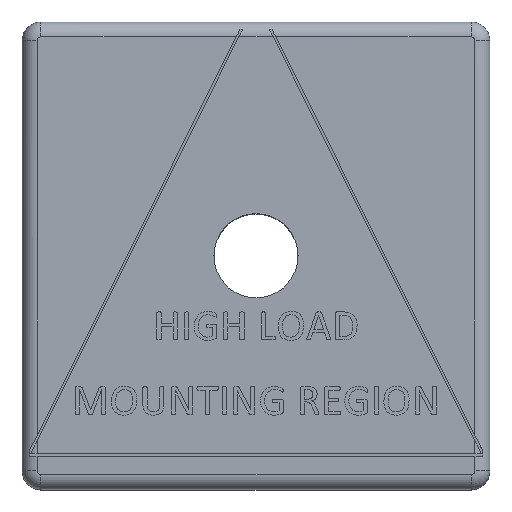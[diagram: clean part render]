
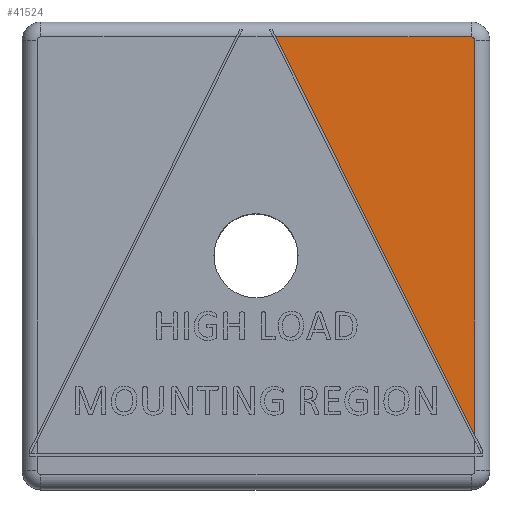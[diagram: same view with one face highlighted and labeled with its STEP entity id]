
A CAD part, top view. The second image highlights one B-rep face of the part: STEP entity #41524.
In plain terms, the highlighted planar face has unit normal (0, 0, 1).
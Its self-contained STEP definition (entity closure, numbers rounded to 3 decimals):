
#301 = ORIENTED_EDGE ( 'NONE', *, *, #11171, .F. ) ;
#1518 = LINE ( 'NONE', #51737, #2779 ) ;
#1797 = DIRECTION ( 'NONE',  ( 1., 0., 0. ) ) ;
#2735 = CARTESIAN_POINT ( 'NONE',  ( 13.426, 20.936, 7.977 ) ) ;
#2779 = VECTOR ( 'NONE', #46383, 1000. ) ;
#3263 = CARTESIAN_POINT ( 'NONE',  ( 13.252, 21.136, 7.977 ) ) ;
#4266 = CARTESIAN_POINT ( 'NONE',  ( 13.363, 21.082, 7.977 ) ) ;
#7278 = CARTESIAN_POINT ( 'NONE',  ( 13.359, 21.085, 7.977 ) ) ;
#8236 = VERTEX_POINT ( 'NONE', #38532 ) ;
#8584 = DIRECTION ( 'NONE',  ( 0.447, -0.894, 0. ) ) ;
#8815 = CARTESIAN_POINT ( 'NONE',  ( 13.426, 20.962, 7.977 ) ) ;
#8836 = CARTESIAN_POINT ( 'NONE',  ( 2.782, 21.136, 7.977 ) ) ;
#9039 = EDGE_LOOP ( 'NONE', ( #38640, #301, #20036, #28751 ) ) ;
#10743 = VECTOR ( 'NONE', #1797, 1000. ) ;
#11053 = CARTESIAN_POINT ( 'NONE',  ( 13.226, 21.136, 7.977 ) ) ;
#11171 = EDGE_CURVE ( 'NONE', #47929, #8236, #1518, .T. ) ;
#11579 = CARTESIAN_POINT ( 'NONE',  ( 13.391, 21.05, 7.977 ) ) ;
#12783 = VERTEX_POINT ( 'NONE', #17193 ) ;
#13116 = DIRECTION ( 'NONE',  ( 1., 0., 0. ) ) ;
#15178 = B_SPLINE_CURVE_WITH_KNOTS ( 'NONE', 3,
 ( #11053, #3263, #45361, #48379, #23415, #19655, #16880, #7278, #4266, #47855, #45628, #33007, #20653, #23688, #20919, #33274, #11579, #25204, #37290, #49652, #51890, #36043, #8815, #2735 ),
 .UNSPECIFIED., .F., .F.,
 ( 4, 2, 2, 1, 1, 2, 2, 2, 2, 2, 2, 2, 4 ),
 ( 0., 0.25, 0.375, 0.438, 0.469, 0.484, 0.5, 0.563, 0.594, 0.625, 0.688, 0.75, 1. ),
 .UNSPECIFIED. ) ;
#16880 = CARTESIAN_POINT ( 'NONE',  ( 13.351, 21.093, 7.977 ) ) ;
#17193 = CARTESIAN_POINT ( 'NONE',  ( 13.226, 21.136, 7.977 ) ) ;
#17403 = DIRECTION ( 'NONE',  ( 0., 0., 1. ) ) ;
#17989 = EDGE_CURVE ( 'NONE', #41954, #12783, #46399, .T. ) ;
#18709 = CARTESIAN_POINT ( 'NONE',  ( 14.226, 21.136, 7.977 ) ) ;
#19655 = CARTESIAN_POINT ( 'NONE',  ( 13.343, 21.099, 7.977 ) ) ;
#20036 = ORIENTED_EDGE ( 'NONE', *, *, #41478, .F. ) ;
#20653 = CARTESIAN_POINT ( 'NONE',  ( 13.371, 21.073, 7.977 ) ) ;
#20919 = CARTESIAN_POINT ( 'NONE',  ( 13.38, 21.063, 7.977 ) ) ;
#23415 = CARTESIAN_POINT ( 'NONE',  ( 13.327, 21.11, 7.977 ) ) ;
#23688 = CARTESIAN_POINT ( 'NONE',  ( 13.378, 21.066, 7.977 ) ) ;
#25204 = CARTESIAN_POINT ( 'NONE',  ( 13.397, 21.04, 7.977 ) ) ;
#28751 = ORIENTED_EDGE ( 'NONE', *, *, #17989, .F. ) ;
#30554 = FACE_OUTER_BOUND ( 'NONE', #9039, .T. ) ;
#33007 = CARTESIAN_POINT ( 'NONE',  ( 13.368, 21.076, 7.977 ) ) ;
#33274 = CARTESIAN_POINT ( 'NONE',  ( 13.386, 21.056, 7.977 ) ) ;
#36043 = CARTESIAN_POINT ( 'NONE',  ( 13.421, 20.988, 7.977 ) ) ;
#37290 = CARTESIAN_POINT ( 'NONE',  ( 13.401, 21.033, 7.977 ) ) ;
#37875 = EDGE_CURVE ( 'NONE', #41954, #8236, #52914, .T. ) ;
#38532 = CARTESIAN_POINT ( 'NONE',  ( 13.426, -0.152, 7.977 ) ) ;
#38634 = PLANE ( 'NONE',  #41222 ) ;
#38640 = ORIENTED_EDGE ( 'NONE', *, *, #37875, .T. ) ;
#41222 = AXIS2_PLACEMENT_3D ( 'NONE', #42378, #17403, #13116 ) ;
#41478 = EDGE_CURVE ( 'NONE', #12783, #47929, #15178, .T. ) ;
#41524 = ADVANCED_FACE ( 'NONE', ( #30554 ), #38634, .T. ) ;
#41954 = VERTEX_POINT ( 'NONE', #47154 ) ;
#42378 = CARTESIAN_POINT ( 'NONE',  ( 1.726, 9.436, 7.977 ) ) ;
#44758 = CARTESIAN_POINT ( 'NONE',  ( 13.426, 20.936, 7.977 ) ) ;
#45361 = CARTESIAN_POINT ( 'NONE',  ( 13.278, 21.131, 7.977 ) ) ;
#45628 = CARTESIAN_POINT ( 'NONE',  ( 13.367, 21.078, 7.977 ) ) ;
#46383 = DIRECTION ( 'NONE',  ( 0., -1., 0. ) ) ;
#46399 = LINE ( 'NONE', #18709, #10743 ) ;
#47154 = CARTESIAN_POINT ( 'NONE',  ( 2.782, 21.136, 7.977 ) ) ;
#47855 = CARTESIAN_POINT ( 'NONE',  ( 13.365, 21.08, 7.977 ) ) ;
#47929 = VERTEX_POINT ( 'NONE', #44758 ) ;
#48379 = CARTESIAN_POINT ( 'NONE',  ( 13.315, 21.116, 7.977 ) ) ;
#49652 = CARTESIAN_POINT ( 'NONE',  ( 13.407, 21.022, 7.977 ) ) ;
#51296 = VECTOR ( 'NONE', #8584, 1000. ) ;
#51737 = CARTESIAN_POINT ( 'NONE',  ( 13.426, 21.936, 7.977 ) ) ;
#51890 = CARTESIAN_POINT ( 'NONE',  ( 13.409, 21.018, 7.977 ) ) ;
#52914 = LINE ( 'NONE', #8836, #51296 ) ;
